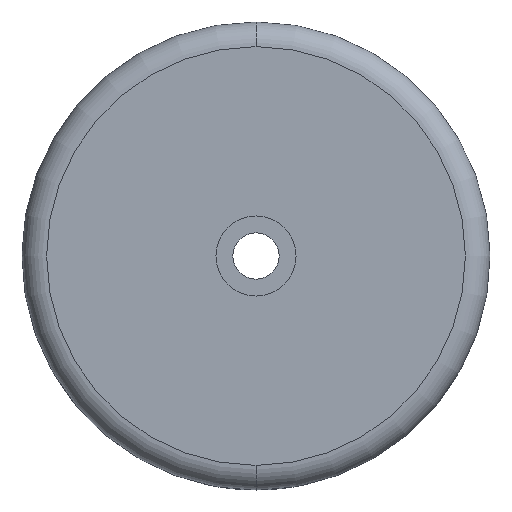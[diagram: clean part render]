
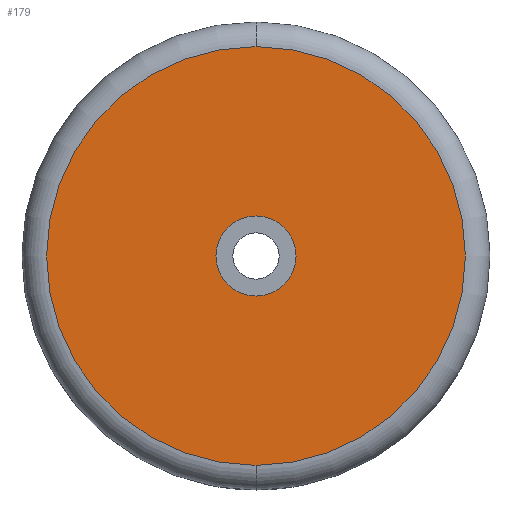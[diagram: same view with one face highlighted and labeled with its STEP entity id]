
A CAD part, front view. The second image highlights one B-rep face of the part: STEP entity #179.
In plain terms, the highlighted planar face has unit normal (0, -1, 0).
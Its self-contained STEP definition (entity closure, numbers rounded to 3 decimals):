
#6 = CIRCLE ( 'NONE', #524, 17. ) ;
#36 = DIRECTION ( 'NONE',  ( 0., -1., 0. ) ) ;
#64 = CIRCLE ( 'NONE', #553, 17. ) ;
#93 = CARTESIAN_POINT ( 'NONE',  ( -51.286, -1.788, 18.404 ) ) ;
#104 = EDGE_CURVE ( 'NONE', #483, #654, #312, .T. ) ;
#125 = CARTESIAN_POINT ( 'NONE',  ( -51.286, -1.788, 21.654 ) ) ;
#132 = CARTESIAN_POINT ( 'NONE',  ( -51.286, -1.788, 21.654 ) ) ;
#173 = FACE_BOUND ( 'NONE', #581, .T. ) ;
#179 = ADVANCED_FACE ( 'NONE', ( #173, #779 ), #580, .F. ) ;
#188 = DIRECTION ( 'NONE',  ( 0., 1., 0. ) ) ;
#253 = DIRECTION ( 'NONE',  ( 1., 0., 0. ) ) ;
#273 = DIRECTION ( 'NONE',  ( 0., 0., 1. ) ) ;
#289 = CARTESIAN_POINT ( 'NONE',  ( -51.286, -1.788, 38.654 ) ) ;
#291 = ORIENTED_EDGE ( 'NONE', *, *, #719, .F. ) ;
#312 = CIRCLE ( 'NONE', #739, 3.25 ) ;
#317 = AXIS2_PLACEMENT_3D ( 'NONE', #454, #188, #253 ) ;
#319 = CIRCLE ( 'NONE', #620, 3.25 ) ;
#387 = VERTEX_POINT ( 'NONE', #660 ) ;
#409 = CARTESIAN_POINT ( 'NONE',  ( -51.286, -1.788, 21.654 ) ) ;
#454 = CARTESIAN_POINT ( 'NONE',  ( -51.286, -1.788, 21.654 ) ) ;
#466 = DIRECTION ( 'NONE',  ( 0., 0., -1. ) ) ;
#473 = ORIENTED_EDGE ( 'NONE', *, *, #756, .T. ) ;
#474 = DIRECTION ( 'NONE',  ( 0., -1., 0. ) ) ;
#483 = VERTEX_POINT ( 'NONE', #93 ) ;
#498 = DIRECTION ( 'NONE',  ( 0., 0., -1. ) ) ;
#506 = ORIENTED_EDGE ( 'NONE', *, *, #730, .T. ) ;
#524 = AXIS2_PLACEMENT_3D ( 'NONE', #132, #728, #273 ) ;
#526 = VERTEX_POINT ( 'NONE', #289 ) ;
#543 = ORIENTED_EDGE ( 'NONE', *, *, #104, .F. ) ;
#553 = AXIS2_PLACEMENT_3D ( 'NONE', #409, #800, #670 ) ;
#580 = PLANE ( 'NONE',  #317 ) ;
#581 = EDGE_LOOP ( 'NONE', ( #543, #291 ) ) ;
#620 = AXIS2_PLACEMENT_3D ( 'NONE', #125, #474, #466 ) ;
#649 = EDGE_LOOP ( 'NONE', ( #473, #506 ) ) ;
#654 = VERTEX_POINT ( 'NONE', #835 ) ;
#660 = CARTESIAN_POINT ( 'NONE',  ( -51.286, -1.788, 4.654 ) ) ;
#670 = DIRECTION ( 'NONE',  ( 0., 0., 1. ) ) ;
#719 = EDGE_CURVE ( 'NONE', #654, #483, #319, .T. ) ;
#728 = DIRECTION ( 'NONE',  ( 0., -1., 0. ) ) ;
#730 = EDGE_CURVE ( 'NONE', #387, #526, #6, .T. ) ;
#739 = AXIS2_PLACEMENT_3D ( 'NONE', #825, #36, #498 ) ;
#756 = EDGE_CURVE ( 'NONE', #526, #387, #64, .T. ) ;
#779 = FACE_OUTER_BOUND ( 'NONE', #649, .T. ) ;
#800 = DIRECTION ( 'NONE',  ( 0., -1., 0. ) ) ;
#825 = CARTESIAN_POINT ( 'NONE',  ( -51.286, -1.788, 21.654 ) ) ;
#835 = CARTESIAN_POINT ( 'NONE',  ( -51.286, -1.788, 24.904 ) ) ;
